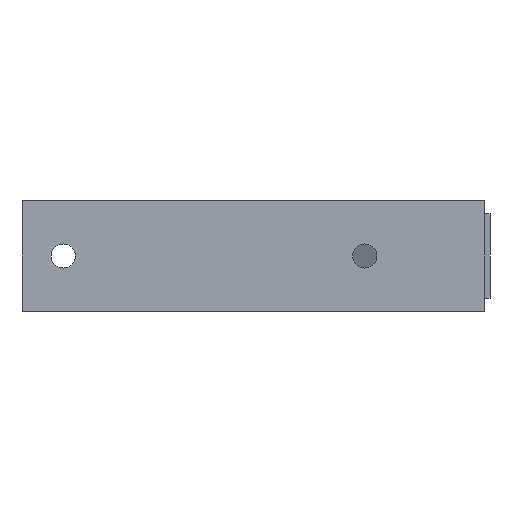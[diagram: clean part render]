
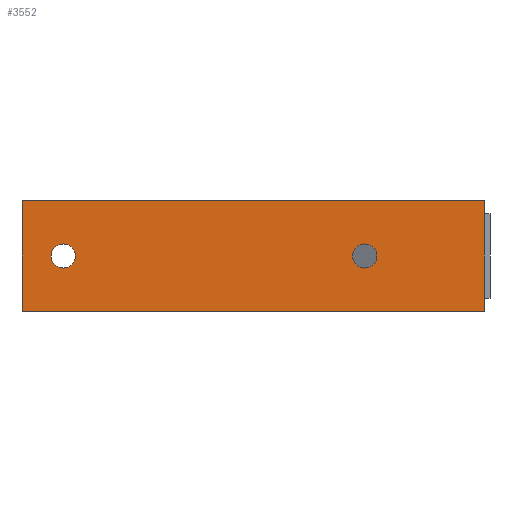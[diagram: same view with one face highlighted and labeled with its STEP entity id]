
A CAD part, left-side view. The second image highlights one B-rep face of the part: STEP entity #3552.
In plain terms, the highlighted planar face has unit normal (-1, 0, 0).
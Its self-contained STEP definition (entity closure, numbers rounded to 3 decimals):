
#10 = VERTEX_POINT ( 'NONE', #2339 ) ;
#20 = CIRCLE ( 'NONE', #1201, 6. ) ;
#22 = EDGE_LOOP ( 'NONE', ( #3685, #551, #688, #514 ) ) ;
#90 = DIRECTION ( 'NONE',  ( 0., -1., 0. ) ) ;
#128 = CARTESIAN_POINT ( 'NONE',  ( 0., -115., 27.5 ) ) ;
#164 = PLANE ( 'NONE',  #3710 ) ;
#287 = VERTEX_POINT ( 'NONE', #2268 ) ;
#403 = ORIENTED_EDGE ( 'NONE', *, *, #4285, .F. ) ;
#407 = CARTESIAN_POINT ( 'NONE',  ( 0., -115., 27.5 ) ) ;
#475 = LINE ( 'NONE', #128, #3680 ) ;
#486 = FACE_BOUND ( 'NONE', #1323, .T. ) ;
#514 = ORIENTED_EDGE ( 'NONE', *, *, #2170, .F. ) ;
#551 = ORIENTED_EDGE ( 'NONE', *, *, #1532, .F. ) ;
#653 = EDGE_CURVE ( 'NONE', #10, #2299, #1957, .T. ) ;
#665 = CARTESIAN_POINT ( 'NONE',  ( 0., -115., -27.5 ) ) ;
#688 = ORIENTED_EDGE ( 'NONE', *, *, #4252, .F. ) ;
#705 = CARTESIAN_POINT ( 'NONE',  ( 0., 115., 27.5 ) ) ;
#810 = FACE_OUTER_BOUND ( 'NONE', #22, .T. ) ;
#854 = AXIS2_PLACEMENT_3D ( 'NONE', #1327, #2027, #3667 ) ;
#899 = DIRECTION ( 'NONE',  ( 0., 0., 1. ) ) ;
#941 = DIRECTION ( 'NONE',  ( 0., 0., 1. ) ) ;
#1131 = ORIENTED_EDGE ( 'NONE', *, *, #3663, .F. ) ;
#1201 = AXIS2_PLACEMENT_3D ( 'NONE', #3922, #3903, #899 ) ;
#1205 = AXIS2_PLACEMENT_3D ( 'NONE', #1313, #2961, #941 ) ;
#1223 = VERTEX_POINT ( 'NONE', #1897 ) ;
#1225 = EDGE_CURVE ( 'NONE', #2184, #1276, #1265, .T. ) ;
#1265 = LINE ( 'NONE', #3520, #1930 ) ;
#1276 = VERTEX_POINT ( 'NONE', #2562 ) ;
#1313 = CARTESIAN_POINT ( 'NONE',  ( 0., 94.5, 0. ) ) ;
#1323 = EDGE_LOOP ( 'NONE', ( #2603, #403 ) ) ;
#1327 = CARTESIAN_POINT ( 'NONE',  ( 0., -55.5, 0. ) ) ;
#1524 = DIRECTION ( 'NONE',  ( 0., 1., 0. ) ) ;
#1530 = VERTEX_POINT ( 'NONE', #2817 ) ;
#1532 = EDGE_CURVE ( 'NONE', #287, #2184, #475, .T. ) ;
#1531 = FACE_BOUND ( 'NONE', #2487, .T. ) ;
#1692 = VERTEX_POINT ( 'NONE', #3875 ) ;
#1700 = DIRECTION ( 'NONE',  ( 0., 0., 1. ) ) ;
#1897 = CARTESIAN_POINT ( 'NONE',  ( 0., -55.5, -6. ) ) ;
#1930 = VECTOR ( 'NONE', #1524, 1000. ) ;
#1957 = CIRCLE ( 'NONE', #3220, 6. ) ;
#2027 = DIRECTION ( 'NONE',  ( -1., 0., 0. ) ) ;
#2030 = DIRECTION ( 'NONE',  ( -1., 0., 0. ) ) ;
#2040 = VECTOR ( 'NONE', #90, 1000. ) ;
#2146 = DIRECTION ( 'NONE',  ( 0., 0., 1. ) ) ;
#2170 = EDGE_CURVE ( 'NONE', #1276, #1692, #3702, .T. ) ;
#2184 = VERTEX_POINT ( 'NONE', #665 ) ;
#2246 = ORIENTED_EDGE ( 'NONE', *, *, #653, .F. ) ;
#2268 = CARTESIAN_POINT ( 'NONE',  ( 0., -115., 27.5 ) ) ;
#2299 = VERTEX_POINT ( 'NONE', #4153 ) ;
#2339 = CARTESIAN_POINT ( 'NONE',  ( 0., 94.5, 6. ) ) ;
#2421 = DIRECTION ( 'NONE',  ( 0., 0., -1. ) ) ;
#2487 = EDGE_LOOP ( 'NONE', ( #2246, #1131 ) ) ;
#2562 = CARTESIAN_POINT ( 'NONE',  ( 0., 115., -27.5 ) ) ;
#2603 = ORIENTED_EDGE ( 'NONE', *, *, #3174, .F. ) ;
#2692 = CARTESIAN_POINT ( 'NONE',  ( 0., 94.5, 0. ) ) ;
#2739 = CIRCLE ( 'NONE', #854, 6. ) ;
#2817 = CARTESIAN_POINT ( 'NONE',  ( 0., -55.5, 6. ) ) ;
#2961 = DIRECTION ( 'NONE',  ( -1., 0., 0. ) ) ;
#3033 = LINE ( 'NONE', #407, #2040 ) ;
#3174 = EDGE_CURVE ( 'NONE', #1530, #1223, #20, .T. ) ;
#3220 = AXIS2_PLACEMENT_3D ( 'NONE', #2692, #2030, #1700 ) ;
#3314 = DIRECTION ( 'NONE',  ( 0., 0., 1. ) ) ;
#3432 = CIRCLE ( 'NONE', #1205, 6. ) ;
#3460 = VECTOR ( 'NONE', #3314, 1000. ) ;
#3520 = CARTESIAN_POINT ( 'NONE',  ( 0., -115., -27.5 ) ) ;
#3552 = ADVANCED_FACE ( 'NONE', ( #1531, #486, #810 ), #164, .T. ) ;
#3663 = EDGE_CURVE ( 'NONE', #2299, #10, #3432, .T. ) ;
#3667 = DIRECTION ( 'NONE',  ( 0., 0., 1. ) ) ;
#3680 = VECTOR ( 'NONE', #2421, 1000. ) ;
#3685 = ORIENTED_EDGE ( 'NONE', *, *, #1225, .F. ) ;
#3702 = LINE ( 'NONE', #705, #3460 ) ;
#3710 = AXIS2_PLACEMENT_3D ( 'NONE', #3877, #3833, #2146 ) ;
#3833 = DIRECTION ( 'NONE',  ( -1., 0., 0. ) ) ;
#3875 = CARTESIAN_POINT ( 'NONE',  ( 0., 115., 27.5 ) ) ;
#3877 = CARTESIAN_POINT ( 'NONE',  ( 0., 0., 0. ) ) ;
#3903 = DIRECTION ( 'NONE',  ( -1., 0., 0. ) ) ;
#3922 = CARTESIAN_POINT ( 'NONE',  ( 0., -55.5, 0. ) ) ;
#4153 = CARTESIAN_POINT ( 'NONE',  ( 0., 94.5, -6. ) ) ;
#4252 = EDGE_CURVE ( 'NONE', #1692, #287, #3033, .T. ) ;
#4285 = EDGE_CURVE ( 'NONE', #1223, #1530, #2739, .T. ) ;
